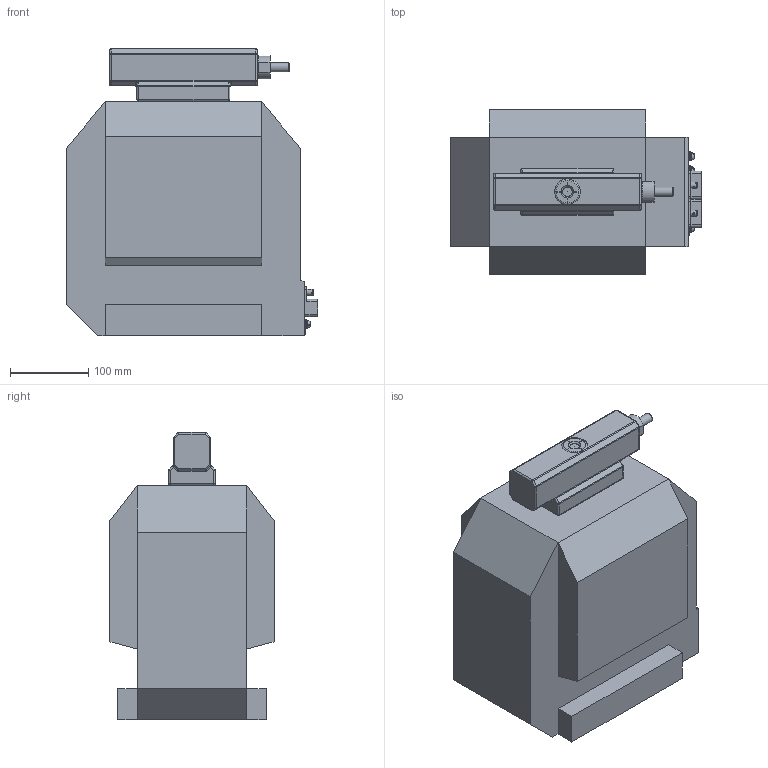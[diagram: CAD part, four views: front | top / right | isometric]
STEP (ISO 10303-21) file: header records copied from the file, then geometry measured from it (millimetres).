
FILE_DESCRIPTION(('STEP AP242'), '1');
FILE_NAME('ÇÍÎËÏ-ÝÊ 10êÂ Ì3', '', ('UNSPECIFIED'), ('UNSPECIFIED'), 'ASCON STEP Converter 1.6', 'ASCON Math Kernel', '');
FILE_SCHEMA(('AP242_MANAGED_MODEL_BASED_3D_ENGINEERING_MIM_LF { 1 0 10303 442 1 1 4 }'));
Length unit declared in the file: millimetre
Products named in the file (24): 鎗鵻罻 楟.8.211.004
Assembly tree (41 placements, depth 4):
  (unnamed)
    (unnamed)
    (unnamed)
    (unnamed)  x4
    鎗鵻罻 楟.8.211.004  x7
    (unnamed)  x2
    (unnamed)  x2
    (unnamed)
      (unnamed)
      (unnamed)
        (unnamed)
        (unnamed)
        (unnamed)
        (unnamed)
        (unnamed)
      (unnamed)
      (unnamed)
      (unnamed)
      (unnamed)
    (unnamed)  x2
    (unnamed)  x7
      (unnamed)
      (unnamed)
      (unnamed)
Bounding box: 322 x 210 x 368.5 mm (x, y, z)
Volume: 15630355 mm3; surface area: 531449.3 mm2
Topology: 50 solids, 50 shells, 1667 faces, 3934 edges, 2423 vertices
Faces by surface type: plane 780, cylinder 379, extrusion 177, torus 167, cone 108, sphere 31, bspline 25
Full cylindrical faces by diameter (mm): 0.007 x1, 2 x8, 2.5 x2, 4 x18, 4.134 x2, 4.917 x7, 5 x2, 5.5 x2, 6 x7, 6.4 x7, 6.8 x4, 7 x1, 8 x5, 8.376 x1, 8.4 x1, 8.95 x1, 10 x21, 10.106 x4, 10.5 x1, 11.16 x4, 12 x8, 12.114 x1, 13 x1, 14 x2, 15 x2, 17 x14, 17.294 x1, 18 x2, 20 x1, 22 x1
Entity records: 63954 total; most frequent: CARTESIAN_POINT 26002, ORIENTED_EDGE 5342, DIRECTION 5167, EDGE_CURVE 2671, AXIS2_PLACEMENT_3D 1821, VERTEX_POINT 1793, VECTOR 1525, EDGE_LOOP 1516
